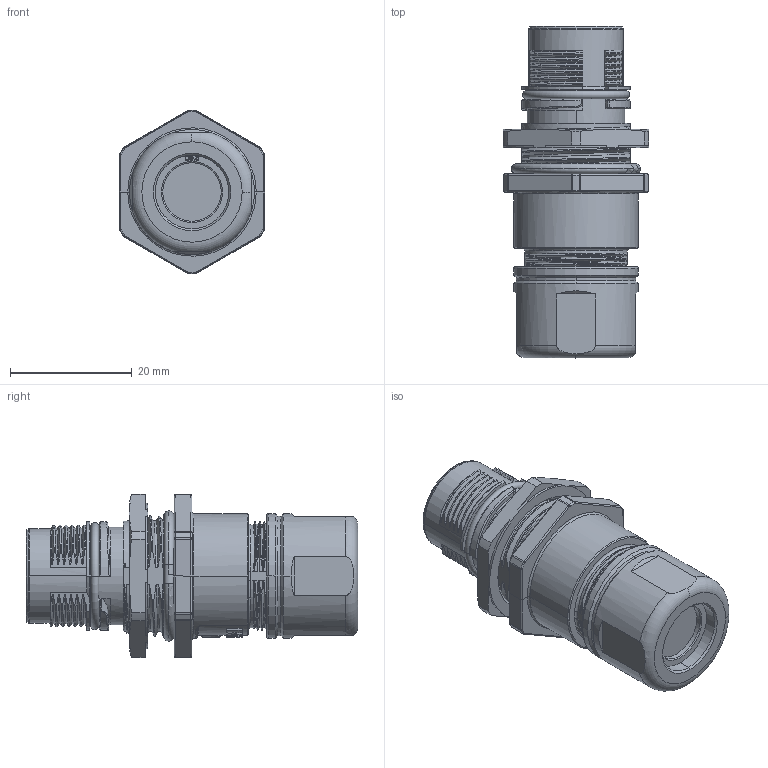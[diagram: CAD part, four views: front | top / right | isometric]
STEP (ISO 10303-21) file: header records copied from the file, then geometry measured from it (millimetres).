
FILE_DESCRIPTION((''),'2;1');
FILE_NAME('M17-XXX-CCT_R-DXX-SH_SW0001','2023-12-15T',('lian.chen'),(''),'PRO/ENGINEER BY PARAMETRIC TECHNOLOGY CORPORATION, 2012480','PRO/ENGINEER BY PARAMETRIC TECHNOLOGY CORPORATION, 2012480','');
FILE_SCHEMA(('CONFIG_CONTROL_DESIGN'));
Length unit declared in the file: millimetre
Products named in the file (1): M17-XXX-CCT_R-DXX-SH_SW0001
Bounding box: 23.9 x 54.55 x 26.8 mm (x, y, z)
Volume: 14313.2 mm3; surface area: 8427.9 mm2
Topology: 1 solids, 1 shells, 987 faces, 2568 edges, 1634 vertices
Faces by surface type: cylinder 311, plane 267, torus 133, bspline 118, cone 79, extrusion 67, sphere 12
Entity records: 39376 total; most frequent: CARTESIAN_POINT 16360, ORIENTED_EDGE 5122, DIRECTION 4296, EDGE_CURVE 2561, AXIS2_PLACEMENT_3D 1660, VERTEX_POINT 1634, EDGE_LOOP 1069, FACE_OUTER_BOUND 987
